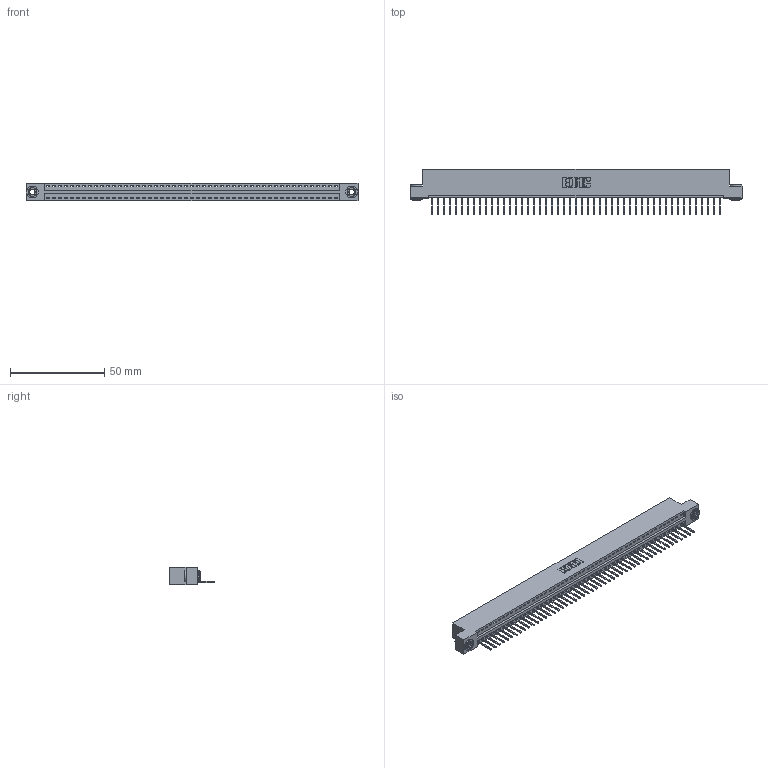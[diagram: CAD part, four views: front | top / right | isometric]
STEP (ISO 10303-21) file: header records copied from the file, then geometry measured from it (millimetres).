
FILE_DESCRIPTION (( 'STEP AP203' ), '1' );
FILE_NAME ('346-049-526-103.STEP', '2022-05-10T01:21:44', ( '' ), ( '' ), 'SwSTEP 2.0', 'SolidWorks 2020', '' );
FILE_SCHEMA (( 'CONFIG_CONTROL_DESIGN' ));
Length unit declared in the file: inch
Products named in the file (4): 345-292-001_345-293-126; 346-049-526-103; 346 Part_Flush Mounting Lugs - 0.156 Dia-TH; 345-250-002_345-250-002-102
Assembly tree (52 placements, depth 2):
  346-049-526-103
    346 Part_Flush Mounting Lugs - 0.156 Dia-TH
    345-292-001_345-293-126  x49
    345-250-002_345-250-002-102  x2
Bounding box: 176.15 x 24.13 x 9.4 mm (x, y, z)
Volume: 16871.8 mm3; surface area: 21366.9 mm2
Topology: 52 solids, 52 shells, 3016 faces, 9065 edges, 5974 vertices
Faces by surface type: plane 2060, cylinder 948, cone 8
Entity records: 30552 total; most frequent: CARTESIAN_POINT 5216, ORIENTED_EDGE 5190, DIRECTION 4623, EDGE_CURVE 2595, VECTOR 2243, LINE 2243, VERTEX_POINT 1726, AXIS2_PLACEMENT_3D 1190
